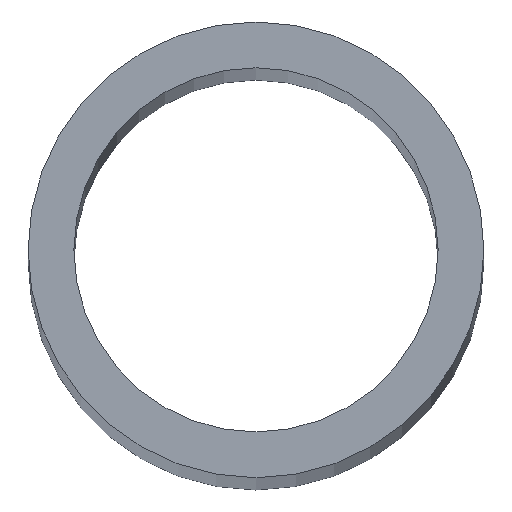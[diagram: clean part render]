
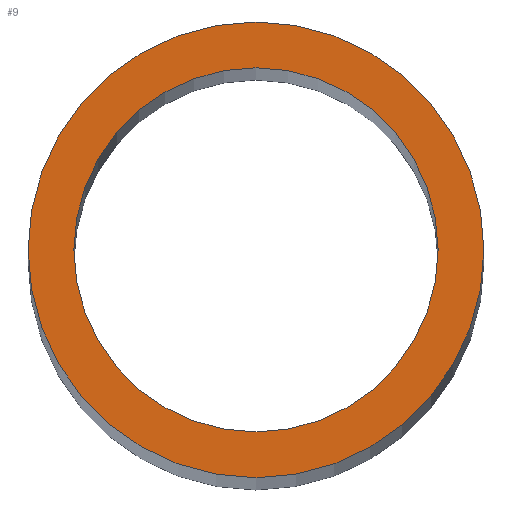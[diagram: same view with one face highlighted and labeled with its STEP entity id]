
A CAD part, top view. The second image highlights one B-rep face of the part: STEP entity #9.
In plain terms, the highlighted planar face has unit normal (0, 0, 1).
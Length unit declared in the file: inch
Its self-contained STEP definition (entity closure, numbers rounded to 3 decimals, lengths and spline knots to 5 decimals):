
#2 = DIRECTION ( 'NONE',  ( 0., 0., 1. ) ) ;
#4 = EDGE_LOOP ( 'NONE', ( #99, #116 ) ) ;
#9 = ADVANCED_FACE ( 'NONE', ( #42, #154 ), #173, .T. ) ;
#11 = DIRECTION ( 'NONE',  ( 1., 0., 0. ) ) ;
#13 = EDGE_CURVE ( 'NONE', #61, #81, #193, .T. ) ;
#27 = CARTESIAN_POINT ( 'NONE',  ( 0., 0., 216. ) ) ;
#32 = CARTESIAN_POINT ( 'NONE',  ( 7., 0., 216. ) ) ;
#42 = FACE_OUTER_BOUND ( 'NONE', #4, .T. ) ;
#48 = DIRECTION ( 'NONE',  ( 0., 0., 1. ) ) ;
#61 = VERTEX_POINT ( 'NONE', #182 ) ;
#62 = CARTESIAN_POINT ( 'NONE',  ( -5.594, 0., 216. ) ) ;
#68 = EDGE_CURVE ( 'NONE', #81, #61, #85, .T. ) ;
#76 = EDGE_LOOP ( 'NONE', ( #141, #181 ) ) ;
#81 = VERTEX_POINT ( 'NONE', #62 ) ;
#85 = CIRCLE ( 'NONE', #97, 5.594 ) ;
#88 = DIRECTION ( 'NONE',  ( 0., 0., 1. ) ) ;
#91 = DIRECTION ( 'NONE',  ( 1., 0., 0. ) ) ;
#97 = AXIS2_PLACEMENT_3D ( 'NONE', #147, #88, #11 ) ;
#99 = ORIENTED_EDGE ( 'NONE', *, *, #248, .T. ) ;
#113 = CIRCLE ( 'NONE', #216, 7. ) ;
#115 = VERTEX_POINT ( 'NONE', #164 ) ;
#116 = ORIENTED_EDGE ( 'NONE', *, *, #195, .T. ) ;
#117 = DIRECTION ( 'NONE',  ( 0., 0., 1. ) ) ;
#131 = CIRCLE ( 'NONE', #144, 7. ) ;
#141 = ORIENTED_EDGE ( 'NONE', *, *, #68, .F. ) ;
#144 = AXIS2_PLACEMENT_3D ( 'NONE', #192, #190, #249 ) ;
#147 = CARTESIAN_POINT ( 'NONE',  ( 0., 0., 216. ) ) ;
#149 = CARTESIAN_POINT ( 'NONE',  ( 0., 0., 216. ) ) ;
#154 = FACE_BOUND ( 'NONE', #76, .T. ) ;
#164 = CARTESIAN_POINT ( 'NONE',  ( -7., 0., 216. ) ) ;
#170 = AXIS2_PLACEMENT_3D ( 'NONE', #27, #2, #231 ) ;
#173 = PLANE ( 'NONE',  #229 ) ;
#179 = VERTEX_POINT ( 'NONE', #32 ) ;
#180 = CARTESIAN_POINT ( 'NONE',  ( 0., 0., 216. ) ) ;
#181 = ORIENTED_EDGE ( 'NONE', *, *, #13, .F. ) ;
#182 = CARTESIAN_POINT ( 'NONE',  ( 5.594, 0., 216. ) ) ;
#190 = DIRECTION ( 'NONE',  ( 0., 0., 1. ) ) ;
#192 = CARTESIAN_POINT ( 'NONE',  ( 0., 0., 216. ) ) ;
#193 = CIRCLE ( 'NONE', #170, 5.594 ) ;
#195 = EDGE_CURVE ( 'NONE', #179, #115, #113, .T. ) ;
#203 = DIRECTION ( 'NONE',  ( 1., 0., 0. ) ) ;
#216 = AXIS2_PLACEMENT_3D ( 'NONE', #149, #48, #91 ) ;
#229 = AXIS2_PLACEMENT_3D ( 'NONE', #180, #117, #203 ) ;
#231 = DIRECTION ( 'NONE',  ( 1., 0., 0. ) ) ;
#248 = EDGE_CURVE ( 'NONE', #115, #179, #131, .T. ) ;
#249 = DIRECTION ( 'NONE',  ( 1., 0., 0. ) ) ;
